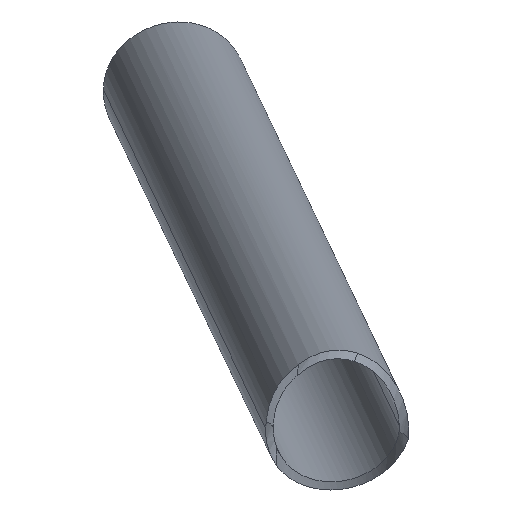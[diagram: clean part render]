
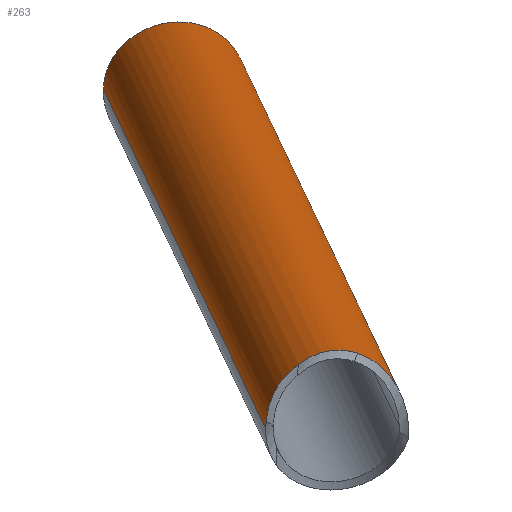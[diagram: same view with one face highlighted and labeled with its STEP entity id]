
A CAD part, left-side view. The second image highlights one B-rep face of the part: STEP entity #263.
In plain terms, the highlighted cylindrical face has radius 12.5 mm (diameter 25 mm), a partial arc.
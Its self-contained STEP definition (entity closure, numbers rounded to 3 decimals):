
#96=CARTESIAN_POINT('Vertex',(-1922.491,292.092,108.3)) ;
#100=CARTESIAN_POINT('Control Point',(-1922.491,292.092,108.3)) ;
#101=CARTESIAN_POINT('Control Point',(-1921.871,292.128,109.037)) ;
#102=CARTESIAN_POINT('Control Point',(-1921.262,292.207,109.782)) ;
#103=CARTESIAN_POINT('Control Point',(-1920.669,292.33,110.534)) ;
#104=CARTESIAN_POINT('Control Point',(-1919.19,292.771,112.482)) ;
#105=CARTESIAN_POINT('Control Point',(-1917.867,293.56,114.441)) ;
#106=CARTESIAN_POINT('Control Point',(-1917.131,294.192,115.638)) ;
#107=CARTESIAN_POINT('Control Point',(-1916.019,295.645,117.725)) ;
#108=CARTESIAN_POINT('Control Point',(-1915.469,297.688,119.498)) ;
#109=CARTESIAN_POINT('Control Point',(-1915.366,298.718,120.191)) ;
#110=CARTESIAN_POINT('Control Point',(-1915.438,299.83,120.73)) ;
#111=CARTESIAN_POINT('Control Point',(-1915.665,300.964,121.104)) ;
#112=CARTESIAN_POINT('Vertex',(-1915.665,300.964,121.104)) ;
#130=CARTESIAN_POINT('Control Point',(-1922.415,311.239,119.13)) ;
#131=CARTESIAN_POINT('Control Point',(-1921.822,310.745,119.53)) ;
#132=CARTESIAN_POINT('Control Point',(-1921.238,310.217,119.903)) ;
#133=CARTESIAN_POINT('Control Point',(-1920.664,309.657,120.244)) ;
#134=CARTESIAN_POINT('Control Point',(-1919.544,308.464,120.857)) ;
#135=CARTESIAN_POINT('Control Point',(-1918.505,307.13,121.3)) ;
#136=CARTESIAN_POINT('Control Point',(-1918.012,306.427,121.471)) ;
#137=CARTESIAN_POINT('Control Point',(-1917.1,304.964,121.696)) ;
#138=CARTESIAN_POINT('Control Point',(-1916.37,303.387,121.65)) ;
#139=CARTESIAN_POINT('Control Point',(-1916.062,302.581,121.552)) ;
#140=CARTESIAN_POINT('Control Point',(-1915.825,301.767,121.369)) ;
#141=CARTESIAN_POINT('Control Point',(-1915.665,300.964,121.104)) ;
#142=CARTESIAN_POINT('Vertex',(-1922.415,311.239,119.13)) ;
#171=CARTESIAN_POINT('Axis2P3D Location',(-1680.084,318.699,137.811)) ;
#177=CARTESIAN_POINT('Control Point',(-1926.731,316.835,109.119)) ;
#178=CARTESIAN_POINT('Control Point',(-1926.377,316.891,108.78)) ;
#179=CARTESIAN_POINT('Control Point',(-1926.026,316.929,108.437)) ;
#180=CARTESIAN_POINT('Control Point',(-1925.677,316.949,108.089)) ;
#181=CARTESIAN_POINT('Vertex',(-1926.731,316.835,109.119)) ;
#183=CARTESIAN_POINT('Vertex',(-1925.677,316.949,108.089)) ;
#187=CARTESIAN_POINT('Control Point',(-1922.415,311.239,119.13)) ;
#188=CARTESIAN_POINT('Control Point',(-1922.749,312.361,118.383)) ;
#189=CARTESIAN_POINT('Control Point',(-1923.161,313.359,117.486)) ;
#190=CARTESIAN_POINT('Control Point',(-1923.632,314.211,116.475)) ;
#191=CARTESIAN_POINT('Control Point',(-1924.329,315.176,114.983)) ;
#192=CARTESIAN_POINT('Control Point',(-1925.058,315.873,113.375)) ;
#193=CARTESIAN_POINT('Control Point',(-1925.255,316.041,112.936)) ;
#194=CARTESIAN_POINT('Control Point',(-1925.695,316.375,111.936)) ;
#195=CARTESIAN_POINT('Control Point',(-1926.122,316.613,110.903)) ;
#196=CARTESIAN_POINT('Control Point',(-1926.349,316.717,110.32)) ;
#197=CARTESIAN_POINT('Control Point',(-1926.563,316.791,109.727)) ;
#198=CARTESIAN_POINT('Control Point',(-1926.731,316.835,109.119)) ;
#200=CARTESIAN_POINT('Line Origine',(-1679.359,306.22,137.811)) ;
#204=CARTESIAN_POINT('Vertex',(-1439.207,320.174,166.96)) ;
#208=CARTESIAN_POINT('Control Point',(-1439.207,320.174,166.96)) ;
#209=CARTESIAN_POINT('Control Point',(-1439.132,320.179,167.448)) ;
#210=CARTESIAN_POINT('Control Point',(-1439.085,320.204,167.941)) ;
#211=CARTESIAN_POINT('Control Point',(-1439.071,320.252,168.435)) ;
#212=CARTESIAN_POINT('Control Point',(-1439.118,320.388,169.382)) ;
#213=CARTESIAN_POINT('Control Point',(-1439.304,320.605,170.295)) ;
#214=CARTESIAN_POINT('Control Point',(-1439.426,320.728,170.722)) ;
#215=CARTESIAN_POINT('Control Point',(-1439.74,321.023,171.597)) ;
#216=CARTESIAN_POINT('Control Point',(-1440.156,321.385,172.402)) ;
#217=CARTESIAN_POINT('Control Point',(-1440.398,321.593,172.807)) ;
#218=CARTESIAN_POINT('Control Point',(-1441.409,322.471,174.324)) ;
#219=CARTESIAN_POINT('Control Point',(-1442.599,323.58,175.56)) ;
#220=CARTESIAN_POINT('Control Point',(-1443.481,324.52,176.357)) ;
#221=CARTESIAN_POINT('Control Point',(-1444.333,325.584,177.031)) ;
#222=CARTESIAN_POINT('Control Point',(-1445.103,326.766,177.561)) ;
#223=CARTESIAN_POINT('Vertex',(-1445.103,326.766,177.561)) ;
#227=CARTESIAN_POINT('Control Point',(-1440.614,345.135,166.965)) ;
#228=CARTESIAN_POINT('Control Point',(-1441.057,345.109,168.087)) ;
#229=CARTESIAN_POINT('Control Point',(-1441.644,344.938,169.149)) ;
#230=CARTESIAN_POINT('Control Point',(-1442.288,344.65,170.137)) ;
#231=CARTESIAN_POINT('Control Point',(-1443.76,343.776,172.234)) ;
#232=CARTESIAN_POINT('Control Point',(-1445.181,342.392,174.086)) ;
#233=CARTESIAN_POINT('Control Point',(-1445.902,341.479,175.038)) ;
#234=CARTESIAN_POINT('Control Point',(-1446.884,339.766,176.407)) ;
#235=CARTESIAN_POINT('Control Point',(-1447.477,337.707,177.448)) ;
#236=CARTESIAN_POINT('Control Point',(-1447.634,336.898,177.782)) ;
#237=CARTESIAN_POINT('Control Point',(-1447.798,335.274,178.307)) ;
#238=CARTESIAN_POINT('Control Point',(-1447.689,333.586,178.583)) ;
#239=CARTESIAN_POINT('Control Point',(-1447.572,332.771,178.655)) ;
#240=CARTESIAN_POINT('Control Point',(-1447.177,330.98,178.681)) ;
#241=CARTESIAN_POINT('Control Point',(-1446.52,329.283,178.424)) ;
#242=CARTESIAN_POINT('Control Point',(-1446.092,328.393,178.204)) ;
#243=CARTESIAN_POINT('Control Point',(-1445.616,327.553,177.914)) ;
#244=CARTESIAN_POINT('Control Point',(-1445.103,326.766,177.561)) ;
#245=CARTESIAN_POINT('Vertex',(-1440.614,345.135,166.965)) ;
#248=CARTESIAN_POINT('Line Origine',(-1680.81,331.178,137.811)) ;
#172=DIRECTION('Axis2P3D Direction',(-0.991,-0.058,-0.12)) ;
#173=DIRECTION('Axis2P3D XDirection',(0.058,-0.998,0.)) ;
#201=DIRECTION('Vector Direction',(-0.991,-0.058,-0.12)) ;
#249=DIRECTION('Vector Direction',(-0.991,-0.058,-0.12)) ;
#174=AXIS2_PLACEMENT_3D('Cylinder Axis2P3D',#171,#172,#173) ;
#254=ORIENTED_EDGE('',*,*,#185,.F.) ;
#255=ORIENTED_EDGE('',*,*,#199,.F.) ;
#256=ORIENTED_EDGE('',*,*,#144,.T.) ;
#257=ORIENTED_EDGE('',*,*,#114,.F.) ;
#258=ORIENTED_EDGE('',*,*,#206,.F.) ;
#259=ORIENTED_EDGE('',*,*,#225,.T.) ;
#260=ORIENTED_EDGE('',*,*,#247,.F.) ;
#261=ORIENTED_EDGE('',*,*,#252,.T.) ;
#202=VECTOR('Line Direction',#201,1.) ;
#250=VECTOR('Line Direction',#249,1.) ;
#263=ADVANCED_FACE('Corps principal',(#262),#175,.T.) ;
#99=B_SPLINE_CURVE_WITH_KNOTS('',5,(#100,#101,#102,#103,#104,#105,#106,#107,#108,#109,#110,#111),.UNSPECIFIED.,.F.,.U.,(6,3,3,6),(0.,6.818,17.543,26.142),.UNSPECIFIED.) ;
#129=B_SPLINE_CURVE_WITH_KNOTS('',5,(#130,#131,#132,#133,#134,#135,#136,#137,#138,#139,#140,#141),.UNSPECIFIED.,.F.,.U.,(6,3,3,6),(15.073,21.223,27.373,33.454),.UNSPECIFIED.) ;
#176=B_SPLINE_CURVE_WITH_KNOTS('',3,(#177,#178,#179,#180),.UNSPECIFIED.,.F.,.U.,(4,4),(6.131,8.221),.UNSPECIFIED.) ;
#186=B_SPLINE_CURVE_WITH_KNOTS('',5,(#187,#188,#189,#190,#191,#192,#193,#194,#195,#196,#197,#198),.UNSPECIFIED.,.F.,.U.,(6,3,3,6),(35.68,45.494,49.093,53.567),.UNSPECIFIED.) ;
#207=B_SPLINE_CURVE_WITH_KNOTS('',5,(#208,#209,#210,#211,#212,#213,#214,#215,#216,#217,#218,#219,#220,#221,#222),.UNSPECIFIED.,.F.,.U.,(6,3,3,3,6),(0.,3.497,6.743,10.377,21.031),.UNSPECIFIED.) ;
#226=B_SPLINE_CURVE_WITH_KNOTS('',5,(#227,#228,#229,#230,#231,#232,#233,#234,#235,#236,#237,#238,#239,#240,#241,#242,#243,#244),.UNSPECIFIED.,.F.,.U.,(6,3,3,3,3,6),(0.,8.535,19.058,25.3,31.106,38.206),.UNSPECIFIED.) ;
#175=CYLINDRICAL_SURFACE('generated cylinder',#174,12.5) ;
#114=EDGE_CURVE('',#97,#113,#99,.T.) ;
#144=EDGE_CURVE('',#143,#113,#129,.T.) ;
#185=EDGE_CURVE('',#182,#184,#176,.T.) ;
#199=EDGE_CURVE('',#143,#182,#186,.T.) ;
#206=EDGE_CURVE('',#205,#97,#203,.T.) ;
#225=EDGE_CURVE('',#205,#224,#207,.T.) ;
#247=EDGE_CURVE('',#246,#224,#226,.T.) ;
#252=EDGE_CURVE('',#246,#184,#251,.T.) ;
#253=EDGE_LOOP('',(#254,#255,#256,#257,#258,#259,#260,#261)) ;
#262=FACE_OUTER_BOUND('',#253,.T.) ;
#203=LINE('Line',#200,#202) ;
#251=LINE('Line',#248,#250) ;
#97=VERTEX_POINT('',#96) ;
#113=VERTEX_POINT('',#112) ;
#143=VERTEX_POINT('',#142) ;
#182=VERTEX_POINT('',#181) ;
#184=VERTEX_POINT('',#183) ;
#205=VERTEX_POINT('',#204) ;
#224=VERTEX_POINT('',#223) ;
#246=VERTEX_POINT('',#245) ;
